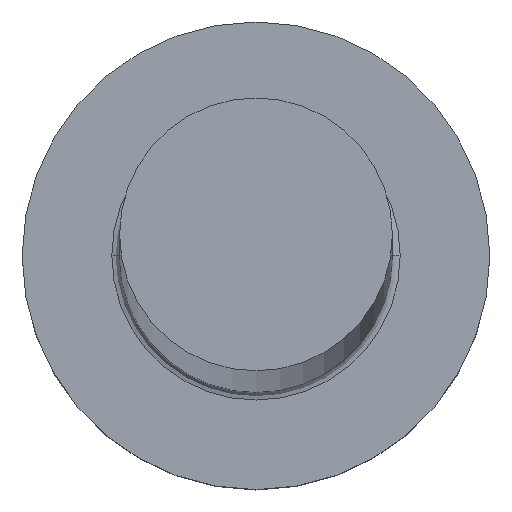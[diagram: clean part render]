
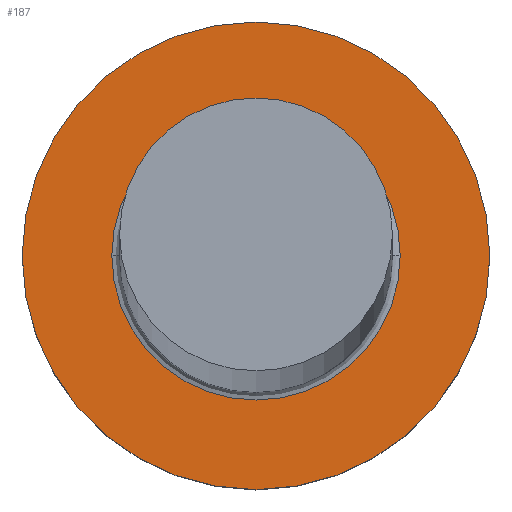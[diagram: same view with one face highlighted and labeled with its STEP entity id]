
A CAD part, top view. The second image highlights one B-rep face of the part: STEP entity #187.
In plain terms, the highlighted planar face has unit normal (0, 0, 1).
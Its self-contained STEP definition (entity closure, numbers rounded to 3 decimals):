
#1 = DIRECTION ( 'NONE',  ( 1., 0., 0. ) ) ;
#12 = ORIENTED_EDGE ( 'NONE', *, *, #110, .T. ) ;
#20 = AXIS2_PLACEMENT_3D ( 'NONE', #78, #178, #29 ) ;
#29 = DIRECTION ( 'NONE',  ( 1., 0., 0. ) ) ;
#35 = EDGE_LOOP ( 'NONE', ( #12, #249 ) ) ;
#36 = CIRCLE ( 'NONE', #80, 3.7 ) ;
#39 = ORIENTED_EDGE ( 'NONE', *, *, #265, .T. ) ;
#40 = DIRECTION ( 'NONE',  ( 0., 0., 1. ) ) ;
#47 = CARTESIAN_POINT ( 'NONE',  ( -3.7, 0., 5. ) ) ;
#48 = FACE_OUTER_BOUND ( 'NONE', #205, .T. ) ;
#53 = CARTESIAN_POINT ( 'NONE',  ( 0., 0., 5. ) ) ;
#56 = CARTESIAN_POINT ( 'NONE',  ( -6., 0., 5. ) ) ;
#60 = ORIENTED_EDGE ( 'NONE', *, *, #284, .T. ) ;
#64 = VERTEX_POINT ( 'NONE', #293 ) ;
#67 = DIRECTION ( 'NONE',  ( 0., 0., -1. ) ) ;
#69 = DIRECTION ( 'NONE',  ( 1., 0., 0. ) ) ;
#71 = DIRECTION ( 'NONE',  ( 1., 0., 0. ) ) ;
#78 = CARTESIAN_POINT ( 'NONE',  ( 0., 0., 5. ) ) ;
#80 = AXIS2_PLACEMENT_3D ( 'NONE', #218, #67, #71 ) ;
#92 = DIRECTION ( 'NONE',  ( 0., 0., -1. ) ) ;
#94 = AXIS2_PLACEMENT_3D ( 'NONE', #53, #103, #201 ) ;
#103 = DIRECTION ( 'NONE',  ( 0., 0., 1. ) ) ;
#110 = EDGE_CURVE ( 'NONE', #64, #165, #36, .T. ) ;
#122 = CARTESIAN_POINT ( 'NONE',  ( 0., 0., 5. ) ) ;
#128 = VERTEX_POINT ( 'NONE', #291 ) ;
#148 = CIRCLE ( 'NONE', #94, 6. ) ;
#165 = VERTEX_POINT ( 'NONE', #47 ) ;
#178 = DIRECTION ( 'NONE',  ( 0., 0., 1. ) ) ;
#187 = ADVANCED_FACE ( 'NONE', ( #188, #48 ), #287, .T. ) ;
#188 = FACE_BOUND ( 'NONE', #35, .T. ) ;
#193 = CIRCLE ( 'NONE', #20, 6. ) ;
#201 = DIRECTION ( 'NONE',  ( 1., 0., 0. ) ) ;
#205 = EDGE_LOOP ( 'NONE', ( #60, #39 ) ) ;
#216 = AXIS2_PLACEMENT_3D ( 'NONE', #122, #92, #1 ) ;
#218 = CARTESIAN_POINT ( 'NONE',  ( 0., 0., 5. ) ) ;
#228 = EDGE_CURVE ( 'NONE', #165, #64, #267, .T. ) ;
#249 = ORIENTED_EDGE ( 'NONE', *, *, #228, .T. ) ;
#263 = AXIS2_PLACEMENT_3D ( 'NONE', #266, #40, #69 ) ;
#265 = EDGE_CURVE ( 'NONE', #128, #285, #148, .T. ) ;
#266 = CARTESIAN_POINT ( 'NONE',  ( 0., 0., 5. ) ) ;
#267 = CIRCLE ( 'NONE', #216, 3.7 ) ;
#284 = EDGE_CURVE ( 'NONE', #285, #128, #193, .T. ) ;
#285 = VERTEX_POINT ( 'NONE', #56 ) ;
#287 = PLANE ( 'NONE',  #263 ) ;
#291 = CARTESIAN_POINT ( 'NONE',  ( 6., 0., 5. ) ) ;
#293 = CARTESIAN_POINT ( 'NONE',  ( 3.7, 0., 5. ) ) ;
